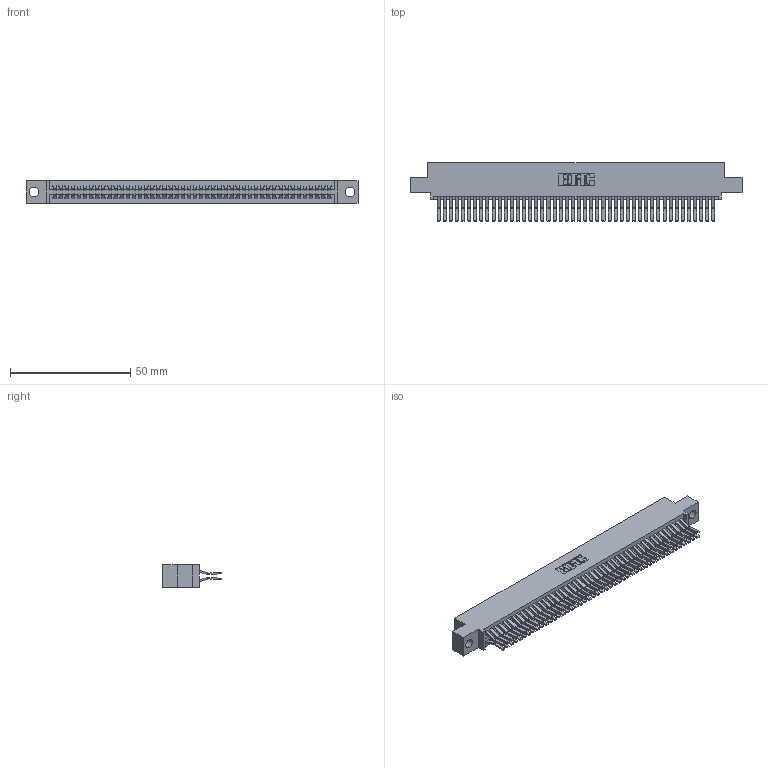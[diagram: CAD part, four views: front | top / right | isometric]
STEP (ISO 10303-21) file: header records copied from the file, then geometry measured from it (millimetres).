
FILE_DESCRIPTION (( 'STEP AP203' ), '1' );
FILE_NAME ('395-092-560-504.STEP', '2021-06-17T11:08:28', ( '' ), ( '' ), 'SwSTEP 2.0', 'SolidWorks 2020', '' );
FILE_SCHEMA (( 'CONFIG_CONTROL_DESIGN' ));
Length unit declared in the file: inch
Products named in the file (3): 345 Part_0.110 Offset - 0.156 Dia-TI; 395-092-560-504; 345-292-001_560 Tail
Assembly tree (93 placements, depth 2):
  395-092-560-504
    345 Part_0.110 Offset - 0.156 Dia-TI
    345-292-001_560 Tail  x92
Bounding box: 138.05 x 24.45 x 9.4 mm (x, y, z)
Volume: 13871.1 mm3; surface area: 22076.6 mm2
Topology: 93 solids, 93 shells, 4928 faces, 14649 edges, 9642 vertices
Faces by surface type: plane 3134, cylinder 1794
Entity records: 36193 total; most frequent: CARTESIAN_POINT 6070, ORIENTED_EDGE 6002, DIRECTION 5349, EDGE_CURVE 3001, LINE 2681, VECTOR 2681, VERTEX_POINT 1998, AXIS2_PLACEMENT_3D 1334
